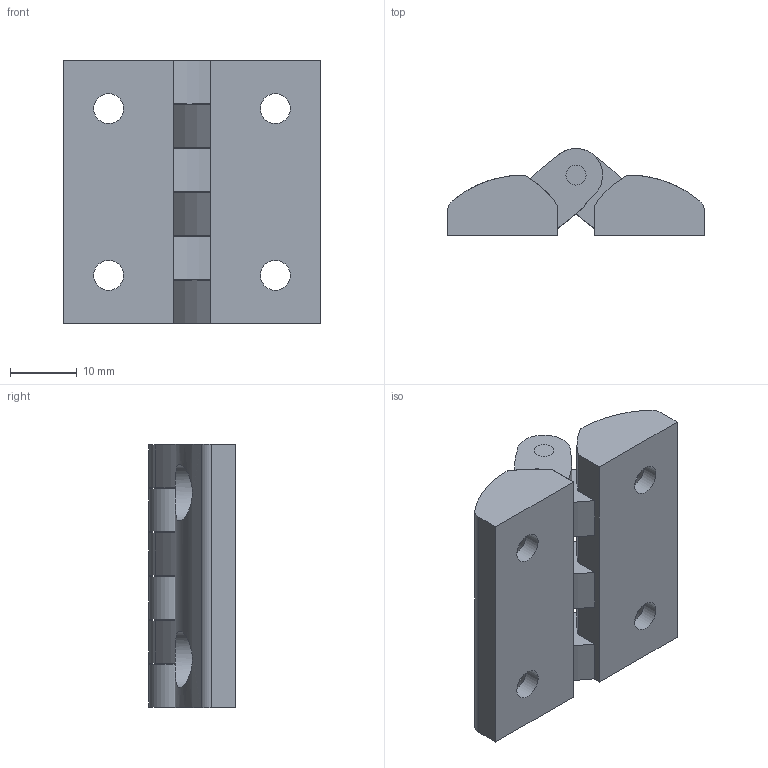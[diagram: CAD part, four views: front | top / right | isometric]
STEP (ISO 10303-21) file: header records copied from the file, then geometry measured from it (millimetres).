
FILE_DESCRIPTION( ( 'STEP AP214' ), '1' );
FILE_NAME( 'Hinges CFTX.40 SH-4(0).stp', '2020-09-03T12:40:34', ( 'License CC BY-ND 4.0' ), ( 'CADENAS' ), ' ', 'PARTsolutions', ' ' );
FILE_SCHEMA( ( 'AUTOMOTIVE_DESIGN { 1 0 10303 214 1 1 1 1 }' ) );
Length unit declared in the file: millimetre
Products named in the file (3): Hinges CFTX.40 SH-4(0); _Hinges CFTX.40 SH-4_1(0); _Hinges CFTX.40 SH-4_2(0)
Assembly tree (3 placements, depth 2):
  Hinges CFTX.40 SH-4(0)
    _Hinges CFTX.40 SH-4_1(0)  x2
    _Hinges CFTX.40 SH-4_2(0)
Bounding box: 38.5 x 13 x 39.5 mm (x, y, z)
Volume: 11166.5 mm3; surface area: 6618.1 mm2
Topology: 3 solids, 3 shells, 69 faces, 181 edges, 118 vertices
Faces by surface type: cylinder 41, plane 24, cone 4
Full cylindrical faces by diameter (mm): 3 x7, 4.5 x4, 8.5 x4
Entity records: 1556 total; most frequent: CARTESIAN_POINT 312, DIRECTION 206, ORIENTED_EDGE 164, AXIS2_PLACEMENT_3D 86, EDGE_CURVE 82, VERTEX_POINT 60, EDGE_LOOP 56, CIRCLE 46
